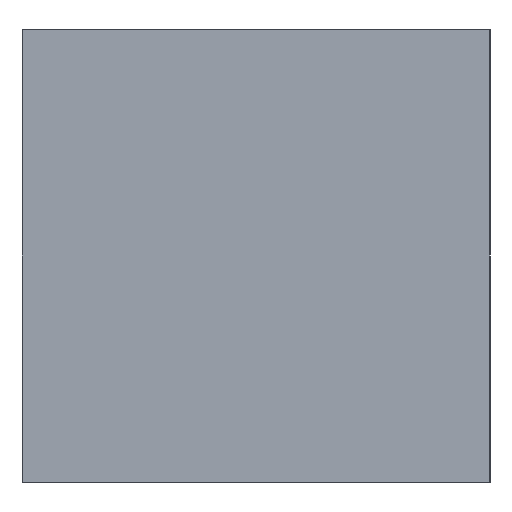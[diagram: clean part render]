
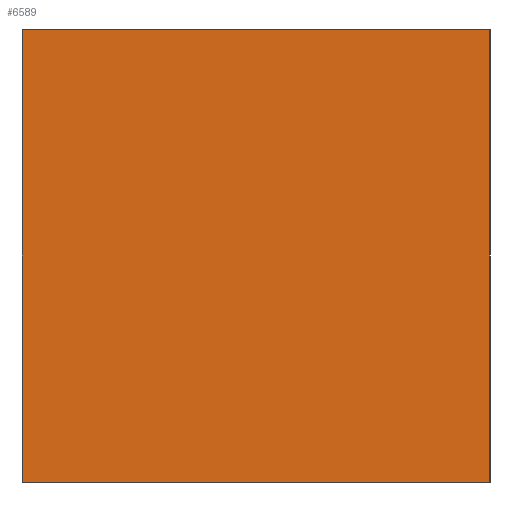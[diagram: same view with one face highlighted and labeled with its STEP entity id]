
A CAD part, left-side view. The second image highlights one B-rep face of the part: STEP entity #6589.
In plain terms, the highlighted planar face has unit normal (-1, 0, 0).
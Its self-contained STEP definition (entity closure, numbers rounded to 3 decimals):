
#66=PLANE('',#7045);
#524=FACE_OUTER_BOUND('',#917,.T.);
#917=EDGE_LOOP('',(#5838,#5839,#5840,#5841));
#1840=LINE('',#28161,#2197);
#1846=LINE('',#28173,#2203);
#1851=LINE('',#28182,#2208);
#1853=LINE('',#28185,#2210);
#2197=VECTOR('',#8262,10.);
#2203=VECTOR('',#8272,10.);
#2208=VECTOR('',#8281,10.);
#2210=VECTOR('',#8285,10.);
#2838=VERTEX_POINT('',#28158);
#2839=VERTEX_POINT('',#28160);
#2842=VERTEX_POINT('',#28170);
#2843=VERTEX_POINT('',#28172);
#3838=EDGE_CURVE('',#2839,#2838,#1840,.T.);
#3844=EDGE_CURVE('',#2843,#2842,#1846,.T.);
#3849=EDGE_CURVE('',#2842,#2839,#1851,.T.);
#3851=EDGE_CURVE('',#2838,#2843,#1853,.T.);
#5838=ORIENTED_EDGE('',*,*,#3838,.T.);
#5839=ORIENTED_EDGE('',*,*,#3851,.T.);
#5840=ORIENTED_EDGE('',*,*,#3844,.T.);
#5841=ORIENTED_EDGE('',*,*,#3849,.T.);
#6589=ADVANCED_FACE('',(#524),#66,.T.);
#7045=AXIS2_PLACEMENT_3D('',#28184,#8283,#8284);
#8262=DIRECTION('',(0.,0.,-1.));
#8272=DIRECTION('',(0.,0.,1.));
#8281=DIRECTION('',(0.,1.,0.));
#8283=DIRECTION('center_axis',(-1.,0.,0.));
#8284=DIRECTION('ref_axis',(0.,0.,1.));
#8285=DIRECTION('',(0.,-1.,0.));
#28158=CARTESIAN_POINT('',(-88.,31.,-30.));
#28160=CARTESIAN_POINT('',(-88.,31.,30.));
#28161=CARTESIAN_POINT('',(-88.,31.,30.));
#28170=CARTESIAN_POINT('',(-88.,-31.,30.));
#28172=CARTESIAN_POINT('',(-88.,-31.,-30.));
#28173=CARTESIAN_POINT('',(-88.,-31.,-30.));
#28182=CARTESIAN_POINT('',(-88.,-31.,30.));
#28184=CARTESIAN_POINT('Origin',(-88.,0.,0.));
#28185=CARTESIAN_POINT('',(-88.,31.,-30.));
